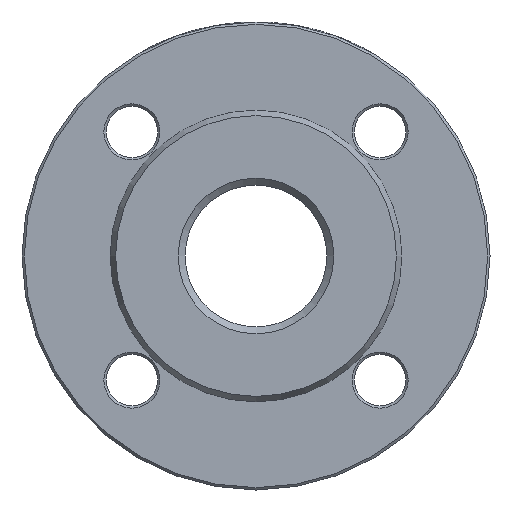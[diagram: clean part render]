
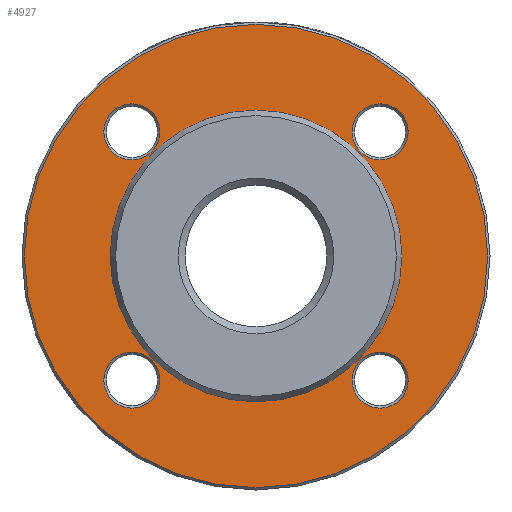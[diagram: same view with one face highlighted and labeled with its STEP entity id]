
A CAD part, left-side view. The second image highlights one B-rep face of the part: STEP entity #4927.
In plain terms, the highlighted planar face has unit normal (-1, 0, 0).
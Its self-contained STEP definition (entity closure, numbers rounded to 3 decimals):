
#174 = AXIS2_PLACEMENT_3D ( 'NONE', #245, #4050, #2876 ) ;
#245 = CARTESIAN_POINT ( 'NONE',  ( 2., 31.155, 0. ) ) ;
#366 = FACE_BOUND ( 'NONE', #3654, .T. ) ;
#379 = AXIS2_PLACEMENT_3D ( 'NONE', #554, #579, #499 ) ;
#387 = VERTEX_POINT ( 'NONE', #841 ) ;
#442 = EDGE_LOOP ( 'NONE', ( #1329 ) ) ;
#499 = DIRECTION ( 'NONE',  ( 0., 0., 1. ) ) ;
#554 = CARTESIAN_POINT ( 'NONE',  ( 2., -26.517, -26.517 ) ) ;
#579 = DIRECTION ( 'NONE',  ( 1., 0., 0. ) ) ;
#616 = EDGE_CURVE ( 'NONE', #4653, #4653, #3969, .T. ) ;
#737 = FACE_BOUND ( 'NONE', #4922, .T. ) ;
#784 = CARTESIAN_POINT ( 'NONE',  ( 2., 20.517, -26.517 ) ) ;
#785 = CIRCLE ( 'NONE', #4448, 31.155 ) ;
#841 = CARTESIAN_POINT ( 'NONE',  ( 2., 26.517, 20.517 ) ) ;
#871 = DIRECTION ( 'NONE',  ( -1., 0., 0. ) ) ;
#995 = AXIS2_PLACEMENT_3D ( 'NONE', #4306, #3575, #1918 ) ;
#1030 = DIRECTION ( 'NONE',  ( -1., 0., 0. ) ) ;
#1054 = CARTESIAN_POINT ( 'NONE',  ( 2., 0., 0. ) ) ;
#1133 = FACE_BOUND ( 'NONE', #2926, .T. ) ;
#1138 = ORIENTED_EDGE ( 'NONE', *, *, #3112, .T. ) ;
#1248 = VERTEX_POINT ( 'NONE', #1714 ) ;
#1269 = AXIS2_PLACEMENT_3D ( 'NONE', #4605, #871, #1690 ) ;
#1274 = CARTESIAN_POINT ( 'NONE',  ( 2., 0., -49.5 ) ) ;
#1329 = ORIENTED_EDGE ( 'NONE', *, *, #1456, .T. ) ;
#1335 = ORIENTED_EDGE ( 'NONE', *, *, #5215, .T. ) ;
#1456 = EDGE_CURVE ( 'NONE', #2007, #2007, #3635, .T. ) ;
#1483 = FACE_BOUND ( 'NONE', #2855, .T. ) ;
#1622 = VERTEX_POINT ( 'NONE', #3309 ) ;
#1690 = DIRECTION ( 'NONE',  ( 0., 0., -1. ) ) ;
#1714 = CARTESIAN_POINT ( 'NONE',  ( 2., -26.517, -20.517 ) ) ;
#1741 = AXIS2_PLACEMENT_3D ( 'NONE', #5171, #4709, #3483 ) ;
#1918 = DIRECTION ( 'NONE',  ( 0., 1., 0. ) ) ;
#2007 = VERTEX_POINT ( 'NONE', #1274 ) ;
#2020 = FACE_BOUND ( 'NONE', #3235, .T. ) ;
#2173 = DIRECTION ( 'NONE',  ( 1., 0., 0. ) ) ;
#2532 = CIRCLE ( 'NONE', #1741, 6. ) ;
#2855 = EDGE_LOOP ( 'NONE', ( #3479 ) ) ;
#2876 = DIRECTION ( 'NONE',  ( 0., 0., -1. ) ) ;
#2926 = EDGE_LOOP ( 'NONE', ( #1138 ) ) ;
#2952 = CARTESIAN_POINT ( 'NONE',  ( 2., -20.517, 26.517 ) ) ;
#3075 = CIRCLE ( 'NONE', #379, 6. ) ;
#3112 = EDGE_CURVE ( 'NONE', #387, #387, #4323, .T. ) ;
#3235 = EDGE_LOOP ( 'NONE', ( #4619 ) ) ;
#3309 = CARTESIAN_POINT ( 'NONE',  ( 2., 0., 31.155 ) ) ;
#3475 = DIRECTION ( 'NONE',  ( 0., 0., -1. ) ) ;
#3479 = ORIENTED_EDGE ( 'NONE', *, *, #616, .T. ) ;
#3483 = DIRECTION ( 'NONE',  ( 0., -1., 0. ) ) ;
#3575 = DIRECTION ( 'NONE',  ( 1., 0., 0. ) ) ;
#3635 = CIRCLE ( 'NONE', #1269, 49.5 ) ;
#3654 = EDGE_LOOP ( 'NONE', ( #1335 ) ) ;
#3711 = FACE_OUTER_BOUND ( 'NONE', #442, .T. ) ;
#3834 = CARTESIAN_POINT ( 'NONE',  ( 2., 26.517, 26.517 ) ) ;
#3901 = EDGE_CURVE ( 'NONE', #1248, #1248, #3075, .T. ) ;
#3969 = CIRCLE ( 'NONE', #995, 6. ) ;
#4050 = DIRECTION ( 'NONE',  ( 1., 0., 0. ) ) ;
#4123 = ORIENTED_EDGE ( 'NONE', *, *, #4732, .F. ) ;
#4306 = CARTESIAN_POINT ( 'NONE',  ( 2., -26.517, 26.517 ) ) ;
#4323 = CIRCLE ( 'NONE', #5017, 6. ) ;
#4341 = DIRECTION ( 'NONE',  ( 0., 0., 1. ) ) ;
#4448 = AXIS2_PLACEMENT_3D ( 'NONE', #1054, #1030, #4341 ) ;
#4605 = CARTESIAN_POINT ( 'NONE',  ( 2., 0., 0. ) ) ;
#4619 = ORIENTED_EDGE ( 'NONE', *, *, #3901, .T. ) ;
#4653 = VERTEX_POINT ( 'NONE', #2952 ) ;
#4709 = DIRECTION ( 'NONE',  ( 1., 0., 0. ) ) ;
#4732 = EDGE_CURVE ( 'NONE', #1622, #1622, #785, .T. ) ;
#4922 = EDGE_LOOP ( 'NONE', ( #4123 ) ) ;
#4927 = ADVANCED_FACE ( 'NONE', ( #366, #2020, #1483, #1133, #3711, #737 ), #4958, .F. ) ;
#4946 = VERTEX_POINT ( 'NONE', #784 ) ;
#4958 = PLANE ( 'NONE',  #174 ) ;
#5017 = AXIS2_PLACEMENT_3D ( 'NONE', #3834, #2173, #3475 ) ;
#5171 = CARTESIAN_POINT ( 'NONE',  ( 2., 26.517, -26.517 ) ) ;
#5215 = EDGE_CURVE ( 'NONE', #4946, #4946, #2532, .T. ) ;
